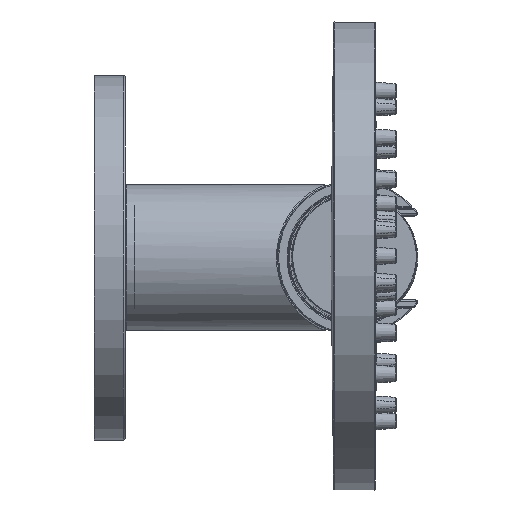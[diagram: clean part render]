
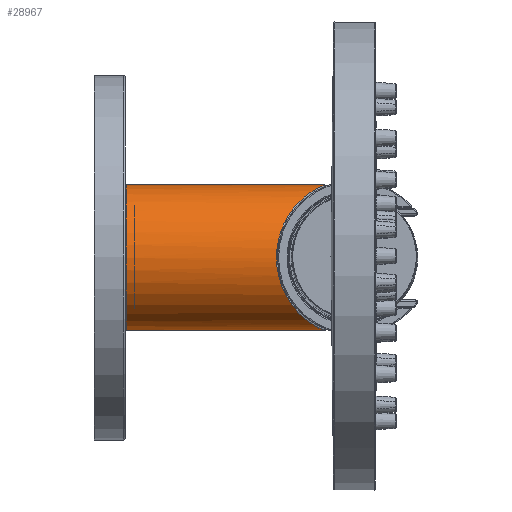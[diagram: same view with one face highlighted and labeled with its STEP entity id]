
A CAD part, top view. The second image highlights one B-rep face of the part: STEP entity #28967.
In plain terms, the highlighted cylindrical face has radius 14 mm (diameter 28 mm), a full revolution.
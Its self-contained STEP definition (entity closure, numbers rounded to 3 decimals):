
#3765=CIRCLE('',#30410,14.);
#4762=ORIENTED_EDGE('',*,*,#10668,.F.);
#4763=ORIENTED_EDGE('',*,*,#10669,.T.);
#4764=ORIENTED_EDGE('',*,*,#10670,.T.);
#4765=ORIENTED_EDGE('',*,*,#10671,.F.);
#10668=EDGE_CURVE('',#13621,#13621,#15612,.T.);
#10669=EDGE_CURVE('',#13622,#13622,#15613,.T.);
#10670=EDGE_CURVE('',#13623,#13623,#3765,.F.);
#10671=EDGE_CURVE('',#13624,#13624,#15614,.T.);
#13621=VERTEX_POINT('',#38038);
#13622=VERTEX_POINT('',#38077);
#13623=VERTEX_POINT('',#38079);
#13624=VERTEX_POINT('',#38091);
#15612=B_SPLINE_CURVE_WITH_KNOTS('',3,(#38027,#38028,#38029,#38030,#38031,
#38032,#38033,#38034,#38035,#38036,#38037),.UNSPECIFIED.,.T.,.F.,(1,1,1,
1,1,1,1,1,1,1,1,1,1,1,1),(-0.004,-0.003,-0.001,
0.,0.001,0.003,0.004,0.006,
0.007,0.009,0.01,0.012,
0.013,0.015,0.016),.UNSPECIFIED.);
#15613=B_SPLINE_CURVE_WITH_KNOTS('',3,(#38039,#38040,#38041,#38042,#38043,
#38044,#38045,#38046,#38047,#38048,#38049,#38050,#38051,#38052,#38053,#38054,
#38055,#38056,#38057,#38058,#38059,#38060,#38061,#38062,#38063,#38064,#38065,
#38066,#38067,#38068,#38069,#38070,#38071,#38072,#38073,#38074,#38075,#38076),
 .UNSPECIFIED.,.T.,.F.,(1,1,1,1,1,1,1,1,1,1,1,1,1,1,1,1,1,1,1,1,1,1,1,1,
1,1,1,1,1,1,1,1,1,1,1,1,1,1,1,1,1,1),(-0.006,-0.003,
-0.002,0.,0.002,0.003,
0.006,0.009,0.012,0.015,
0.018,0.021,0.025,0.028,
0.031,0.034,0.037,0.04,
0.043,0.046,0.048,0.049,
0.051,0.052,0.055,0.058,
0.061,0.067,0.071,0.074,
0.077,0.08,0.083,0.086,
0.089,0.092,0.095,0.097,
0.098,0.1,0.101,0.104),
 .UNSPECIFIED.);
#15614=B_SPLINE_CURVE_WITH_KNOTS('',3,(#38080,#38081,#38082,#38083,#38084,
#38085,#38086,#38087,#38088,#38089,#38090),.UNSPECIFIED.,.T.,.F.,(1,1,1,
1,1,1,1,1,1,1,1,1,1,1,1),(-0.004,-0.003,-0.001,
0.,0.001,0.003,0.004,0.006,
0.007,0.009,0.01,0.012,
0.013,0.015,0.016),.UNSPECIFIED.);
#16539=EDGE_LOOP('',(#4762));
#16540=EDGE_LOOP('',(#4763));
#16541=EDGE_LOOP('',(#4764));
#16542=EDGE_LOOP('',(#4765));
#18421=FACE_BOUND('',#16539,.T.);
#18422=FACE_BOUND('',#16540,.T.);
#18423=FACE_BOUND('',#16541,.T.);
#18424=FACE_BOUND('',#16542,.T.);
#20303=CYLINDRICAL_SURFACE('',#30409,14.);
#28967=ADVANCED_FACE('',(#18421,#18422,#18423,#18424),#20303,.T.);
#30409=AXIS2_PLACEMENT_3D('',#38026,#32650,#32651);
#30410=AXIS2_PLACEMENT_3D('',#38078,#32652,#32653);
#32650=DIRECTION('',(-1.,0.,0.));
#32651=DIRECTION('',(0.,0.,1.));
#32652=DIRECTION('',(-1.,0.,0.));
#32653=DIRECTION('',(0.,0.,1.));
#38026=CARTESIAN_POINT('',(36.,0.,0.));
#38027=CARTESIAN_POINT('',(2.779,-8.369,-11.234));
#38028=CARTESIAN_POINT('',(1.879,-7.286,-11.99));
#38029=CARTESIAN_POINT('',(2.315,-5.918,-12.708));
#38030=CARTESIAN_POINT('',(3.701,-5.229,-12.984));
#38031=CARTESIAN_POINT('',(5.222,-5.546,-12.864));
#38032=CARTESIAN_POINT('',(6.119,-6.738,-12.306));
#38033=CARTESIAN_POINT('',(5.687,-8.045,-11.48));
#38034=CARTESIAN_POINT('',(4.299,-8.63,-11.021));
#38035=CARTESIAN_POINT('',(2.779,-8.369,-11.234));
#38036=CARTESIAN_POINT('',(1.879,-7.286,-11.99));
#38037=CARTESIAN_POINT('',(2.315,-5.918,-12.708));
#38038=CARTESIAN_POINT('',(2.102,-7.238,-11.984));
#38039=CARTESIAN_POINT('',(37.081,-13.943,-1.527));
#38040=CARTESIAN_POINT('',(37.287,-14.028,0.));
#38041=CARTESIAN_POINT('',(37.082,-13.943,1.527));
#38042=CARTESIAN_POINT('',(36.388,-13.631,3.422));
#38043=CARTESIAN_POINT('',(35.114,-12.954,5.51));
#38044=CARTESIAN_POINT('',(33.446,-11.759,7.734));
#38045=CARTESIAN_POINT('',(31.81,-10.188,9.717));
#38046=CARTESIAN_POINT('',(30.301,-8.195,11.458));
#38047=CARTESIAN_POINT('',(29.057,-5.788,12.854));
#38048=CARTESIAN_POINT('',(28.217,-3.005,13.782));
#38049=CARTESIAN_POINT('',(27.917,0.016,14.111));
#38050=CARTESIAN_POINT('',(28.226,3.053,13.773));
#38051=CARTESIAN_POINT('',(29.077,5.839,12.832));
#38052=CARTESIAN_POINT('',(30.336,8.248,11.418));
#38053=CARTESIAN_POINT('',(31.832,10.212,9.692));
#38054=CARTESIAN_POINT('',(33.492,11.798,7.676));
#38055=CARTESIAN_POINT('',(35.151,12.976,5.457));
#38056=CARTESIAN_POINT('',(36.426,13.65,3.35));
#38057=CARTESIAN_POINT('',(37.102,13.952,1.444));
#38058=CARTESIAN_POINT('',(37.286,14.028,-0.075));
#38059=CARTESIAN_POINT('',(37.062,13.935,-1.599));
#38060=CARTESIAN_POINT('',(36.365,13.62,-3.459));
#38061=CARTESIAN_POINT('',(35.091,12.939,-5.545));
#38062=CARTESIAN_POINT('',(33.418,11.736,-7.77));
#38063=CARTESIAN_POINT('',(31.24,9.634,-10.405));
#38064=CARTESIAN_POINT('',(29.328,6.693,-12.554));
#38065=CARTESIAN_POINT('',(28.214,2.99,-13.785));
#38066=CARTESIAN_POINT('',(27.918,-0.029,-14.111));
#38067=CARTESIAN_POINT('',(28.226,-3.051,-13.772));
#38068=CARTESIAN_POINT('',(29.074,-5.828,-12.836));
#38069=CARTESIAN_POINT('',(30.324,-8.228,-11.432));
#38070=CARTESIAN_POINT('',(31.817,-10.195,-9.709));
#38071=CARTESIAN_POINT('',(33.465,-11.775,-7.711));
#38072=CARTESIAN_POINT('',(35.121,-12.957,-5.5));
#38073=CARTESIAN_POINT('',(36.393,-13.634,-3.411));
#38074=CARTESIAN_POINT('',(37.081,-13.943,-1.527));
#38075=CARTESIAN_POINT('',(37.287,-14.028,0.));
#38076=CARTESIAN_POINT('',(37.082,-13.943,1.527));
#38077=CARTESIAN_POINT('',(37.219,-14.,0.));
#38078=CARTESIAN_POINT('',(-0.8,0.,0.));
#38079=CARTESIAN_POINT('',(-0.8,0.,14.));
#38080=CARTESIAN_POINT('',(3.799,5.219,-12.988));
#38081=CARTESIAN_POINT('',(2.381,5.85,-12.738));
#38082=CARTESIAN_POINT('',(1.865,7.199,-12.043));
#38083=CARTESIAN_POINT('',(2.697,8.325,-11.268));
#38084=CARTESIAN_POINT('',(4.205,8.638,-11.014));
#38085=CARTESIAN_POINT('',(5.616,8.107,-11.434));
#38086=CARTESIAN_POINT('',(6.136,6.833,-12.254));
#38087=CARTESIAN_POINT('',(5.304,5.596,-12.844));
#38088=CARTESIAN_POINT('',(3.799,5.219,-12.988));
#38089=CARTESIAN_POINT('',(2.381,5.85,-12.738));
#38090=CARTESIAN_POINT('',(1.865,7.199,-12.043));
#38091=CARTESIAN_POINT('',(2.532,5.969,-12.664));
